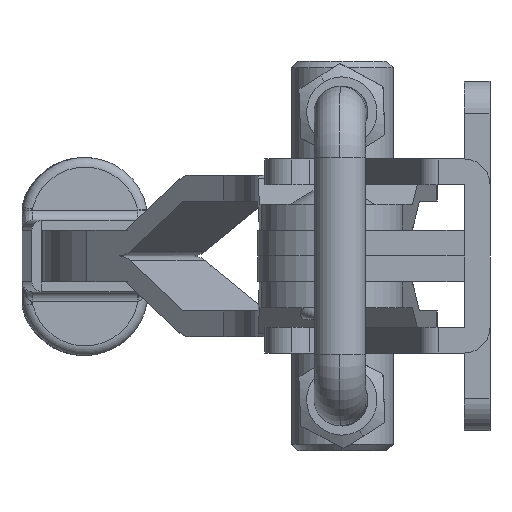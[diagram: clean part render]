
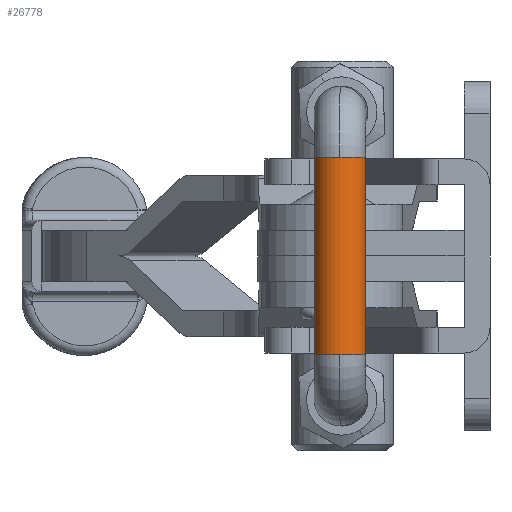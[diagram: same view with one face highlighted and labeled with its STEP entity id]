
A CAD part, left-side view. The second image highlights one B-rep face of the part: STEP entity #26778.
In plain terms, the highlighted cylindrical face has radius 4 mm (diameter 8 mm), a partial arc.
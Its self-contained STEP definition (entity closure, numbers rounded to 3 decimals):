
#899 = VERTEX_POINT ( 'NONE', #53098 ) ;
#1578 = DIRECTION ( 'NONE',  ( 0., 0., -1. ) ) ;
#1859 = EDGE_CURVE ( 'NONE', #15765, #37472, #62721, .T. ) ;
#2375 = DIRECTION ( 'NONE',  ( 0., 1., 0. ) ) ;
#2647 = EDGE_CURVE ( 'NONE', #15765, #23036, #23194, .T. ) ;
#4463 = CIRCLE ( 'NONE', #40355, 4. ) ;
#4836 = DIRECTION ( 'NONE',  ( 0., 0., -1. ) ) ;
#4907 = DIRECTION ( 'NONE',  ( 0., 1., 0. ) ) ;
#4960 = CARTESIAN_POINT ( 'NONE',  ( 111., 7., 0. ) ) ;
#5754 = CARTESIAN_POINT ( 'NONE',  ( 111., 7., 0. ) ) ;
#5833 = EDGE_CURVE ( 'NONE', #23036, #14559, #4463, .T. ) ;
#10417 = AXIS2_PLACEMENT_3D ( 'NONE', #4960, #4907, #4836 ) ;
#11301 = LINE ( 'NONE', #28905, #62694 ) ;
#11772 = AXIS2_PLACEMENT_3D ( 'NONE', #32603, #2375, #37611 ) ;
#12301 = ORIENTED_EDGE ( 'NONE', *, *, #1859, .F. ) ;
#14559 = VERTEX_POINT ( 'NONE', #36071 ) ;
#15765 = VERTEX_POINT ( 'NONE', #34316 ) ;
#15935 = DIRECTION ( 'NONE',  ( 0., 1., 0. ) ) ;
#17124 = VERTEX_POINT ( 'NONE', #36741 ) ;
#23021 = EDGE_CURVE ( 'NONE', #37472, #17124, #41606, .T. ) ;
#23036 = VERTEX_POINT ( 'NONE', #41740 ) ;
#23194 = CIRCLE ( 'NONE', #10417, 4. ) ;
#26778 = ADVANCED_FACE ( 'NONE', ( #57576 ), #29761, .T. ) ;
#27808 = DIRECTION ( 'NONE',  ( 0., 1., 0. ) ) ;
#28905 = CARTESIAN_POINT ( 'NONE',  ( 111., 7., -4. ) ) ;
#29761 = CYLINDRICAL_SURFACE ( 'NONE', #48670, 4. ) ;
#31119 = DIRECTION ( 'NONE',  ( 0., 0., 1. ) ) ;
#31793 = ORIENTED_EDGE ( 'NONE', *, *, #2647, .T. ) ;
#31803 = DIRECTION ( 'NONE',  ( 0., 1., 0. ) ) ;
#32603 = CARTESIAN_POINT ( 'NONE',  ( 111., 37.5, 0. ) ) ;
#33363 = ORIENTED_EDGE ( 'NONE', *, *, #23021, .F. ) ;
#34316 = CARTESIAN_POINT ( 'NONE',  ( 111., 7., 4. ) ) ;
#35108 = EDGE_CURVE ( 'NONE', #17124, #899, #63731, .T. ) ;
#35544 = DIRECTION ( 'NONE',  ( 0., 1., 0. ) ) ;
#35891 = CARTESIAN_POINT ( 'NONE',  ( 111., 7., 4. ) ) ;
#36071 = CARTESIAN_POINT ( 'NONE',  ( 111., 7., -4. ) ) ;
#36741 = CARTESIAN_POINT ( 'NONE',  ( 115., 37.5, 0. ) ) ;
#37472 = VERTEX_POINT ( 'NONE', #38155 ) ;
#37611 = DIRECTION ( 'NONE',  ( 0., 0., -1. ) ) ;
#38029 = EDGE_CURVE ( 'NONE', #14559, #899, #11301, .T. ) ;
#38155 = CARTESIAN_POINT ( 'NONE',  ( 111., 37.5, 4. ) ) ;
#38589 = AXIS2_PLACEMENT_3D ( 'NONE', #61385, #31803, #1578 ) ;
#40355 = AXIS2_PLACEMENT_3D ( 'NONE', #57442, #27808, #62436 ) ;
#41606 = CIRCLE ( 'NONE', #38589, 4. ) ;
#41740 = CARTESIAN_POINT ( 'NONE',  ( 115., 7., 0. ) ) ;
#46752 = ORIENTED_EDGE ( 'NONE', *, *, #5833, .T. ) ;
#48670 = AXIS2_PLACEMENT_3D ( 'NONE', #5754, #15935, #31119 ) ;
#48795 = DIRECTION ( 'NONE',  ( 0., 1., 0. ) ) ;
#51569 = EDGE_LOOP ( 'NONE', ( #31793, #46752, #63854, #54842, #33363, #12301 ) ) ;
#53098 = CARTESIAN_POINT ( 'NONE',  ( 111., 37.5, -4. ) ) ;
#54842 = ORIENTED_EDGE ( 'NONE', *, *, #35108, .F. ) ;
#57442 = CARTESIAN_POINT ( 'NONE',  ( 111., 7., 0. ) ) ;
#57576 = FACE_OUTER_BOUND ( 'NONE', #51569, .T. ) ;
#58790 = VECTOR ( 'NONE', #35544, 1000. ) ;
#61385 = CARTESIAN_POINT ( 'NONE',  ( 111., 37.5, 0. ) ) ;
#62436 = DIRECTION ( 'NONE',  ( 0., 0., -1. ) ) ;
#62694 = VECTOR ( 'NONE', #48795, 1000. ) ;
#62721 = LINE ( 'NONE', #35891, #58790 ) ;
#63731 = CIRCLE ( 'NONE', #11772, 4. ) ;
#63854 = ORIENTED_EDGE ( 'NONE', *, *, #38029, .T. ) ;
